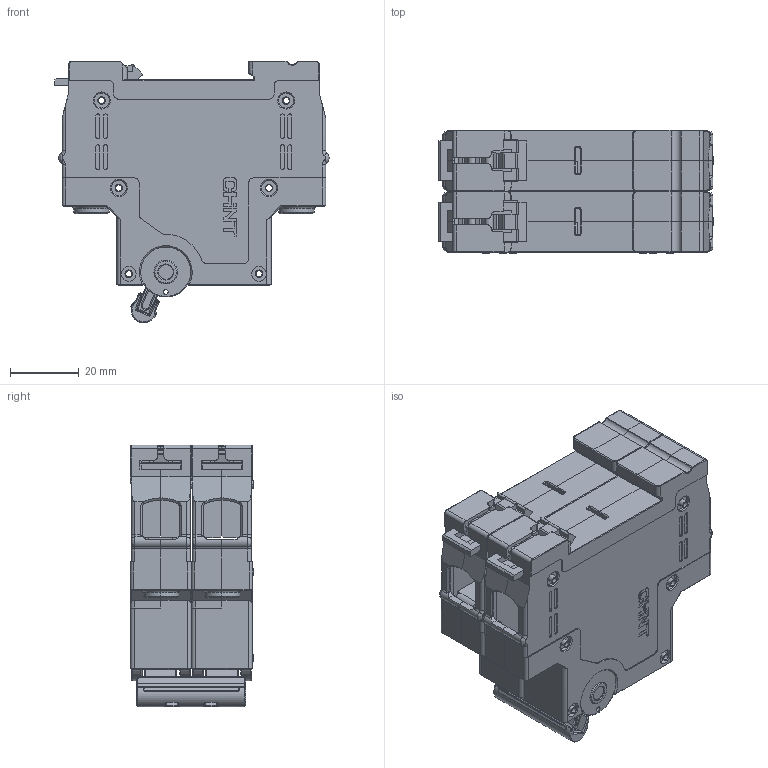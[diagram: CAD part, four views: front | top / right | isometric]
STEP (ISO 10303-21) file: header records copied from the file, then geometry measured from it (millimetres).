
FILE_DESCRIPTION((''),'2;1');
FILE_NAME('NXHB-125_2P','2023-07-26T11:07:00',('hgfeng'),(''),'CREO PARAMETRIC BY PTC INC, 2020044','CREO PARAMETRIC BY PTC INC, 2020044','');
FILE_SCHEMA(('CONFIG_CONTROL_DESIGN','SHAPE_APPEARANCE_LAYERS_GROUPS'));
Products named in the file (1): NXHB-125_2P
Bounding box: 79.9 x 35.95 x 76.33 mm (x, y, z)
Volume: 3136.4 mm3; surface area: 60180.8 mm2
Topology: 18 solids, 26 shells, 3025 faces, 8314 edges, 5396 vertices
Faces by surface type: plane 1760, cylinder 867, cone 197, torus 119, bspline 47, extrusion 27, sphere 8
Entity records: 100108 total; most frequent: CARTESIAN_POINT 22164, ORIENTED_EDGE 16568, DIRECTION 15895, EDGE_CURVE 8306, VECTOR 5647, LINE 5620, VERTEX_POINT 5396, AXIS2_PLACEMENT_3D 5124
